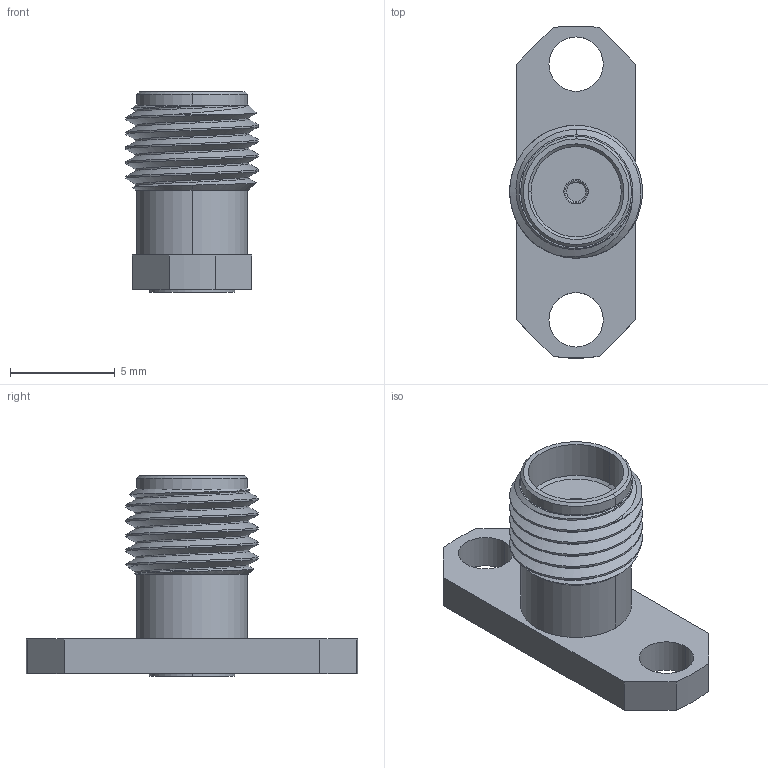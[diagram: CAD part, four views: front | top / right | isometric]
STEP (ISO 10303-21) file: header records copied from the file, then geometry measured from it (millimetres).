
FILE_DESCRIPTION (( 'STEP AP214' ), '1' );
FILE_NAME ('PE45601 ¦ FMCN1651.step', '2020-04-17T00:31:35', ( '' ), ( '' ), 'SwSTEP 2.0', 'SolidWorks 2018', '' );
FILE_SCHEMA (( 'AUTOMOTIVE_DESIGN' ));
Length unit declared in the file: millimetre
Products named in the file (1): PE45601 ｦ FMCN1651
Bounding box: 6.34 x 15.86 x 9.58 mm (x, y, z)
Volume: 277.3 mm3; surface area: 513.9 mm2
Topology: 2 solids, 2 shells, 103 faces, 266 edges, 175 vertices
Faces by surface type: plane 42, cylinder 39, cone 19, bspline 3
Entity records: 4610 total; most frequent: CARTESIAN_POINT 1618, ORIENTED_EDGE 532, DIRECTION 519, EDGE_CURVE 266, AXIS2_PLACEMENT_3D 202, VERTEX_POINT 175, EDGE_LOOP 117, LINE 115
